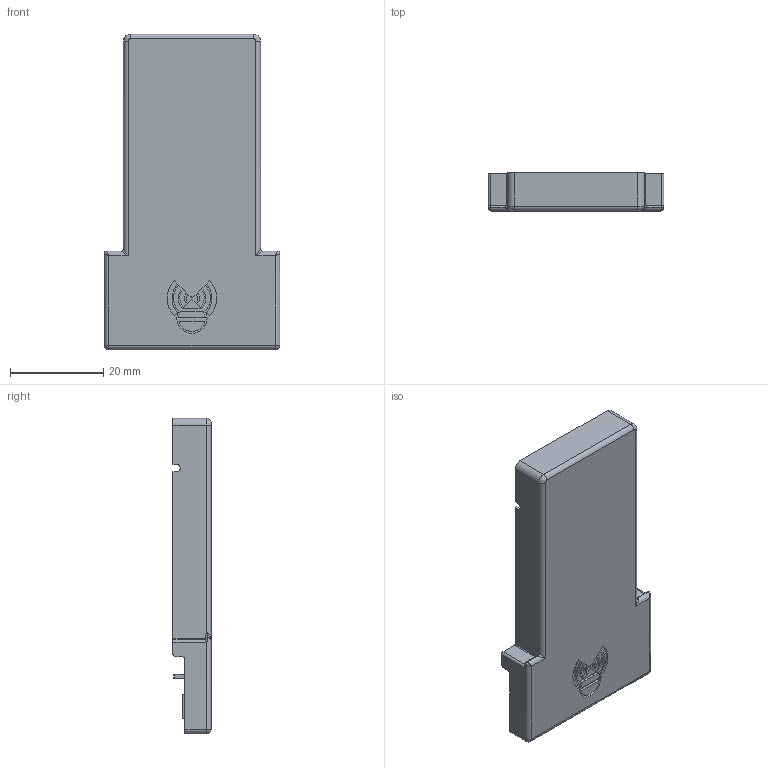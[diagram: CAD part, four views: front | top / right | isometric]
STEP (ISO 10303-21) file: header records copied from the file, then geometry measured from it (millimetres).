
FILE_DESCRIPTION(/* description */ (''),/* implementation_level */ '2;1');
FILE_NAME(/* name */ 'Case top.step',/* time_stamp */ '2021-12-02T00:29:37+06:00',/* author */ (''),/* organization */ (''),/* preprocessor_version */ 'ST-DEVELOPER v18.1',/* originating_system */ 'Autodesk Translation Framework v10.10.0.1391',/* authorisation */ '');
FILE_SCHEMA (('AUTOMOTIVE_DESIGN { 1 0 10303 214 3 1 1 }'));
Length unit declared in the file: millimetre
Products named in the file (1): Case top
Bounding box: 37.7 x 8.18 x 67.7 mm (x, y, z)
Volume: 4308.5 mm3; surface area: 7398 mm2
Topology: 1 solids, 1 shells, 281 faces, 743 edges, 468 vertices
Faces by surface type: plane 135, cylinder 116, bspline 15, sphere 10, torus 5
Full cylindrical faces by diameter (mm): 1.25 x2, 1.26 x2
Entity records: 9022 total; most frequent: CARTESIAN_POINT 1951, DIRECTION 1496, ORIENTED_EDGE 1472, EDGE_CURVE 736, AXIS2_PLACEMENT_3D 509, LINE 478, VECTOR 478, VERTEX_POINT 468
